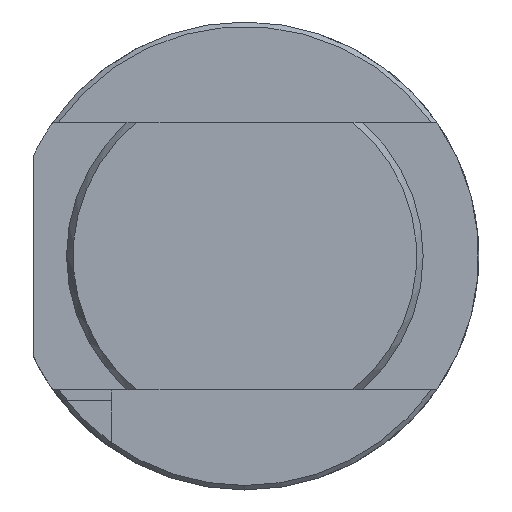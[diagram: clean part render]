
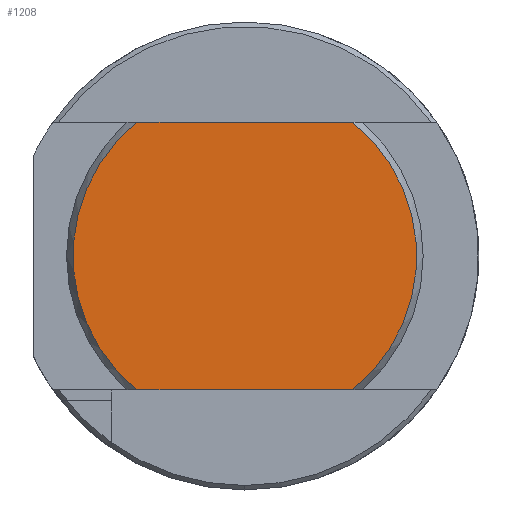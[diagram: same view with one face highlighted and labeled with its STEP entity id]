
A CAD part, left-side view. The second image highlights one B-rep face of the part: STEP entity #1208.
In plain terms, the highlighted planar face has unit normal (-1, 0, 0).
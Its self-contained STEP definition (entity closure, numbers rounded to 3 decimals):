
#117 = AXIS2_PLACEMENT_3D ( 'NONE', #3371, #3373, #3374 ) ;
#359 = AXIS2_PLACEMENT_3D ( 'NONE', #3106, #3111, #3112 ) ;
#368 = AXIS2_PLACEMENT_3D ( 'NONE', #3130, #3133, #3134 ) ;
#855 = CARTESIAN_POINT ( 'NONE',  ( 0., -4.844, 6. ) ) ;
#906 = CARTESIAN_POINT ( 'NONE',  ( 0., -4.844, -6. ) ) ;
#988 = CARTESIAN_POINT ( 'NONE',  ( 0., 4.844, -6. ) ) ;
#1208 = ADVANCED_FACE ( 'NONE', ( #1866 ), #3372, .F. ) ;
#1343 = VERTEX_POINT ( 'NONE', #2653 ) ;
#1395 = EDGE_LOOP ( 'NONE', ( #4723, #4699, #4744, #4747 ) ) ;
#1866 = FACE_OUTER_BOUND ( 'NONE', #1395, .T. ) ;
#2362 = VECTOR ( 'NONE', #3136, 1000. ) ;
#2363 = VECTOR ( 'NONE', #3131, 1000. ) ;
#2365 = CIRCLE ( 'NONE', #359, 7.711 ) ;
#2367 = LINE ( 'NONE', #3135, #2362 ) ;
#2370 = LINE ( 'NONE', #3124, #2363 ) ;
#2374 = CIRCLE ( 'NONE', #368, 7.711 ) ;
#2653 = CARTESIAN_POINT ( 'NONE',  ( 0., 4.844, 6. ) ) ;
#3106 = CARTESIAN_POINT ( 'NONE',  ( 0., 0., 0. ) ) ;
#3111 = DIRECTION ( 'NONE',  ( -1., 0., 0. ) ) ;
#3112 = DIRECTION ( 'NONE',  ( 0., 0., -1. ) ) ;
#3124 = CARTESIAN_POINT ( 'NONE',  ( 0., 8.617, 6. ) ) ;
#3130 = CARTESIAN_POINT ( 'NONE',  ( 0., 0., 0. ) ) ;
#3131 = DIRECTION ( 'NONE',  ( 0., -1., 0. ) ) ;
#3133 = DIRECTION ( 'NONE',  ( -1., 0., 0. ) ) ;
#3134 = DIRECTION ( 'NONE',  ( 0., 0., -1. ) ) ;
#3135 = CARTESIAN_POINT ( 'NONE',  ( 0., 8.617, -6. ) ) ;
#3136 = DIRECTION ( 'NONE',  ( 0., 1., 0. ) ) ;
#3371 = CARTESIAN_POINT ( 'NONE',  ( 0., 0., 0. ) ) ;
#3372 = PLANE ( 'NONE',  #117 ) ;
#3373 = DIRECTION ( 'NONE',  ( 1., 0., 0. ) ) ;
#3374 = DIRECTION ( 'NONE',  ( 0., 0., -1. ) ) ;
#4252 = EDGE_CURVE ( 'NONE', #1343, #4591, #2365, .T. ) ;
#4258 = EDGE_CURVE ( 'NONE', #1343, #4411, #2370, .T. ) ;
#4259 = EDGE_CURVE ( 'NONE', #4474, #4411, #2374, .T. ) ;
#4260 = EDGE_CURVE ( 'NONE', #4474, #4591, #2367, .T. ) ;
#4411 = VERTEX_POINT ( 'NONE', #855 ) ;
#4474 = VERTEX_POINT ( 'NONE', #906 ) ;
#4591 = VERTEX_POINT ( 'NONE', #988 ) ;
#4699 = ORIENTED_EDGE ( 'NONE', *, *, #4258, .F. ) ;
#4723 = ORIENTED_EDGE ( 'NONE', *, *, #4259, .T. ) ;
#4744 = ORIENTED_EDGE ( 'NONE', *, *, #4252, .T. ) ;
#4747 = ORIENTED_EDGE ( 'NONE', *, *, #4260, .F. ) ;
